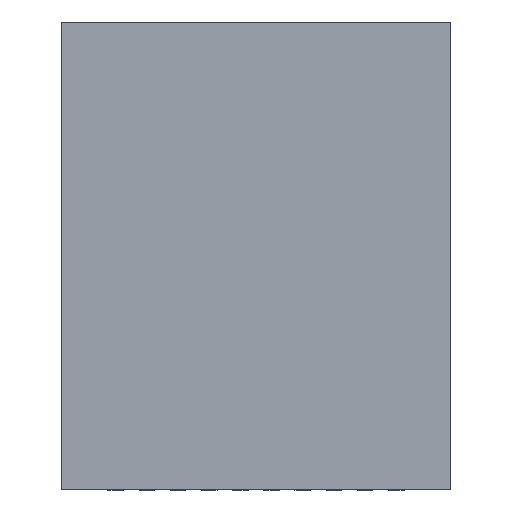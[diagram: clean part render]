
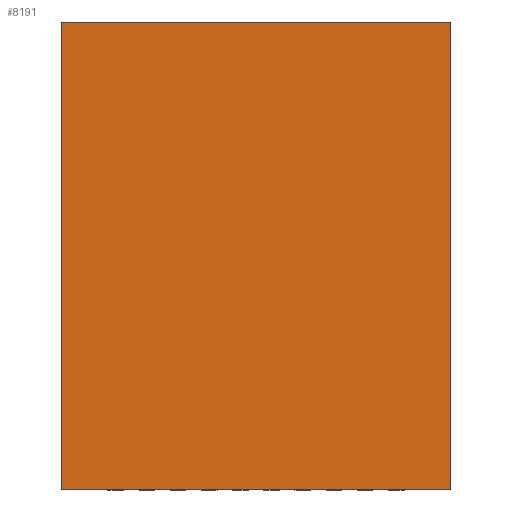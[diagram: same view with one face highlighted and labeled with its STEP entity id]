
A CAD part, top view. The second image highlights one B-rep face of the part: STEP entity #8191.
In plain terms, the highlighted face is planar.
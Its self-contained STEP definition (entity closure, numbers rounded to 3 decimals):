
#3850=DIRECTION('',(0.,0.,1.));
#3851=VECTOR('',#3850,6.);
#3852=CARTESIAN_POINT('',(-2.5,0.975,-3.));
#3853=LINE('',#3852,#3851);
#3857=DIRECTION('',(-1.,0.,0.));
#3858=VECTOR('',#3857,5.);
#3859=CARTESIAN_POINT('',(2.5,0.975,-3.));
#3860=LINE('',#3859,#3858);
#3864=DIRECTION('',(0.,0.,-1.));
#3865=VECTOR('',#3864,6.);
#3866=CARTESIAN_POINT('',(2.5,0.975,3.));
#3867=LINE('',#3866,#3865);
#3871=DIRECTION('',(1.,0.,0.));
#3872=VECTOR('',#3871,5.);
#3873=CARTESIAN_POINT('',(-2.5,0.975,3.));
#3874=LINE('',#3873,#3872);
#4778=CARTESIAN_POINT('',(-2.5,0.975,-3.));
#4779=CARTESIAN_POINT('',(-2.5,0.975,3.));
#4780=VERTEX_POINT('',#4778);
#4781=VERTEX_POINT('',#4779);
#4782=CARTESIAN_POINT('',(2.5,0.975,3.));
#4783=VERTEX_POINT('',#4782);
#4784=CARTESIAN_POINT('',(2.5,0.975,-3.));
#4785=VERTEX_POINT('',#4784);
#8180=CARTESIAN_POINT('',(0.,0.975,0.));
#8181=DIRECTION('',(0.,1.,0.));
#8182=DIRECTION('',(1.,0.,0.));
#8183=AXIS2_PLACEMENT_3D('',#8180,#8181,#8182);
#8184=PLANE('',#8183);
#8185=ORIENTED_EDGE('',*,*,#7392,.F.);
#8186=ORIENTED_EDGE('',*,*,#6357,.F.);
#8187=ORIENTED_EDGE('',*,*,#6986,.F.);
#8188=ORIENTED_EDGE('',*,*,#7157,.F.);
#8189=EDGE_LOOP('',(#8185,#8186,#8187,#8188));
#8190=FACE_OUTER_BOUND('',#8189,.F.);
#6357=EDGE_CURVE('',#4785,#4780,#3860,.T.);
#6986=EDGE_CURVE('',#4783,#4785,#3867,.T.);
#7157=EDGE_CURVE('',#4781,#4783,#3874,.T.);
#7392=EDGE_CURVE('',#4780,#4781,#3853,.T.);
#8191=ADVANCED_FACE('',(#8190),#8184,.T.);
